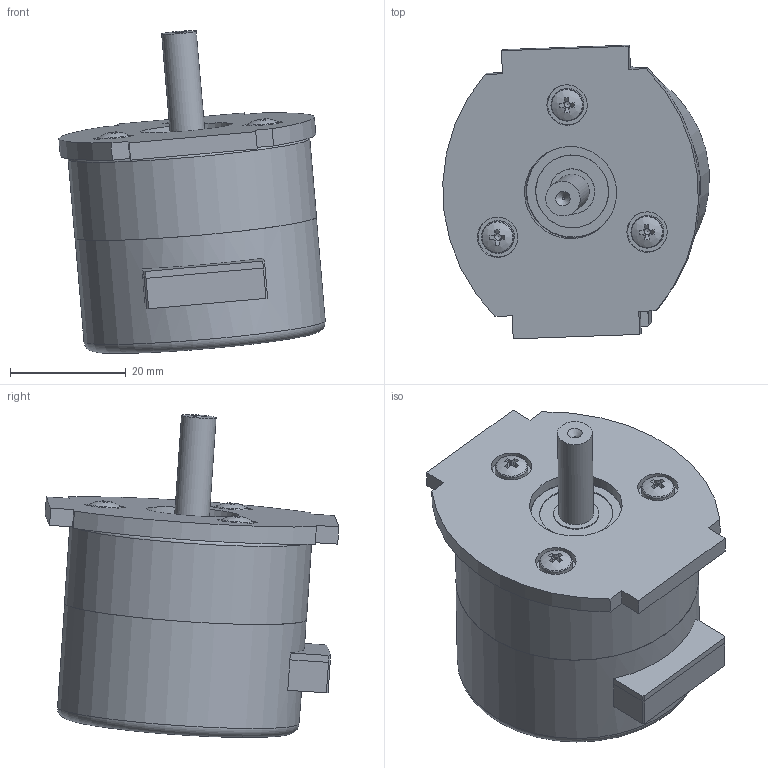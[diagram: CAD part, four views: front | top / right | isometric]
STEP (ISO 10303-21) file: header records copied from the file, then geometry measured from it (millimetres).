
FILE_DESCRIPTION(/* description */ ('STEP AP242','CAx-IF Rec.Pracs.---Representation and Presentation of Product Manufacturing Information (PMI)---4.0---2014-10-13','CAx-IF Rec.Pracs.---3D Tessellated Geometry---0.4---2014-09-14','2;1','CAx-IF Rec.Pracs.---User Defined Attributes---1.5---2016-08-15'),/* implementation_level */ '2;1');
FILE_NAME(/* name */ '69154898c690a4af8b5d6076',/* time_stamp */ '2025-11-13T02:55:20Z',/* author */ (''),/* organization */ (''),/* preprocessor_version */ 'ST-DEVELOPER v20',/* originating_system */ 'ONSHAPE BY PTC INC, 1.206',/* authorisation */ ' ');
FILE_SCHEMA (('AP242_MANAGED_MODEL_BASED_3D_ENGINEERING_MIM_LF { 1 0 10303 442 1 1 4 }'));
Length unit declared in the file: metre
Products named in the file (7): fixador-Nidec (1); pan head cross recess screw_iso_ISO 7045 - M3 x 4 - Z - 4N; fixador-Nidec; Nidec (1) <1>; motor
Assembly tree (8 placements, depth 3):
  fixador-Nidec (1)
    pan head cross recess screw_iso_ISO 7045 - M3 x 4 - Z - 4N  x3
    fixador-Nidec
    Nidec (1) <1>
      motor
      motor
      motor
Bounding box: 46.09 x 50.82 x 55.86 mm (x, y, z)
Volume: 53406.3 mm3; surface area: 15737.2 mm2
Topology: 7 solids, 7 shells, 181 faces, 396 edges, 242 vertices
Faces by surface type: plane 105, cone 36, cylinder 27, torus 10, sphere 3
Full cylindrical faces by diameter (mm): 2.5 x4, 3 x3, 3.3 x3, 5.6 x3, 6 x1, 7 x3, 7.85 x1, 12.65 x1, 16 x2, 16.3 x1, 42 x2
Entity records: 3165 total; most frequent: DIRECTION 516, CARTESIAN_POINT 479, ORIENTED_EDGE 384, AXIS2_PLACEMENT_3D 214, EDGE_CURVE 192, FACE_BOUND 169, EDGE_LOOP 164, VERTEX_POINT 145
